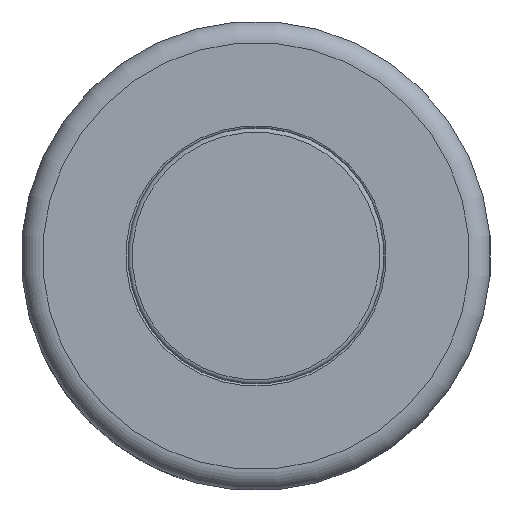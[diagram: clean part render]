
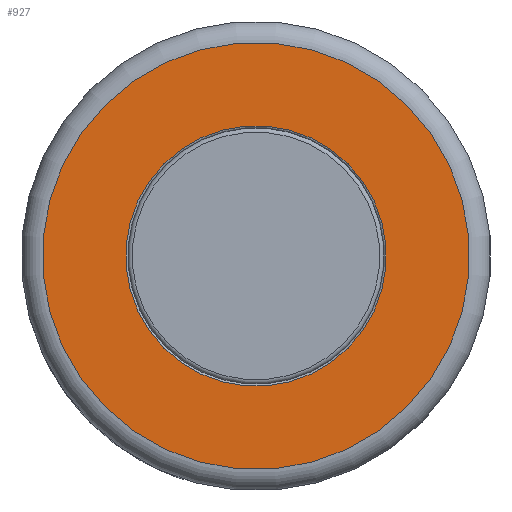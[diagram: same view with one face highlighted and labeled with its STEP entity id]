
A CAD part, left-side view. The second image highlights one B-rep face of the part: STEP entity #927.
In plain terms, the highlighted planar face has unit normal (-1, 0, 0).
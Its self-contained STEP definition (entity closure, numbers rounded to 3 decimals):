
#29=CIRCLE('',#1040,3.05);
#31=CIRCLE('',#1043,5.);
#82=PLANE('',#1042);
#92=FACE_BOUND('',#200,.T.);
#138=FACE_OUTER_BOUND('',#199,.T.);
#199=EDGE_LOOP('',(#815));
#200=EDGE_LOOP('',(#816));
#457=VERTEX_POINT('',#1602);
#458=VERTEX_POINT('',#1606);
#579=EDGE_CURVE('',#457,#457,#29,.T.);
#581=EDGE_CURVE('',#458,#458,#31,.T.);
#815=ORIENTED_EDGE('',*,*,#581,.F.);
#816=ORIENTED_EDGE('',*,*,#579,.F.);
#927=ADVANCED_FACE('',(#138,#92),#82,.T.);
#1040=AXIS2_PLACEMENT_3D('',#1603,#1312,#1313);
#1042=AXIS2_PLACEMENT_3D('',#1605,#1316,#1317);
#1043=AXIS2_PLACEMENT_3D('',#1607,#1318,#1319);
#1312=DIRECTION('center_axis',(-1.,0.,0.));
#1313=DIRECTION('ref_axis',(0.,0.707,0.707));
#1316=DIRECTION('center_axis',(-1.,0.,0.));
#1317=DIRECTION('ref_axis',(0.,0.707,0.707));
#1318=DIRECTION('center_axis',(1.,0.,0.));
#1319=DIRECTION('ref_axis',(0.,0.707,0.707));
#1602=CARTESIAN_POINT('',(0.,21.59,12.891));
#1603=CARTESIAN_POINT('Origin',(0.,19.434,10.735));
#1605=CARTESIAN_POINT('Origin',(0.,19.434,10.735));
#1606=CARTESIAN_POINT('',(0.,15.898,7.199));
#1607=CARTESIAN_POINT('Origin',(0.,19.434,10.735));
